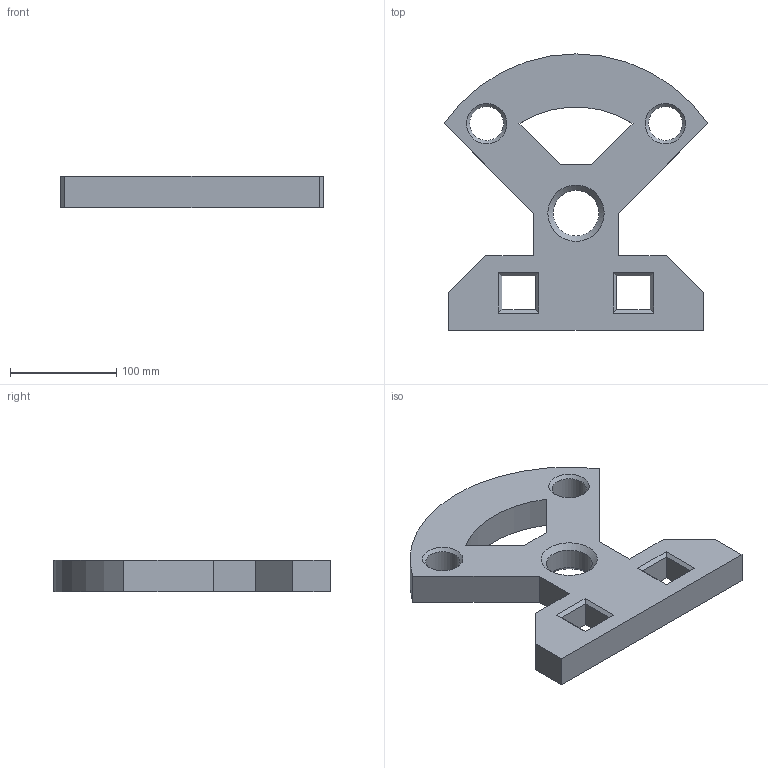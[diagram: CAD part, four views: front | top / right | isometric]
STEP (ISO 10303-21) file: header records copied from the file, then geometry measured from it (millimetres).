
FILE_DESCRIPTION(/* description */ ('STEP AP242','CAx-IF Rec.Pracs.---Representation and Presentation of Product Manufacturing Information (PMI)---4.0---2014-10-13','CAx-IF Rec.Pracs.---3D Tessellated Geometry---0.4---2014-09-14','2;1'),/* implementation_level */ '2;1');
FILE_NAME(/* name */ '66b50f42425fe1171636745a',/* time_stamp */ '2024-08-08T18:32:35Z',/* author */ (''),/* organization */ (''),/* preprocessor_version */ 'ST-DEVELOPER v20',/* originating_system */ ' ',/* authorisation */ ' ');
FILE_SCHEMA (('AP242_MANAGED_MODEL_BASED_3D_ENGINEERING_MIM_LF { 1 0 10303 442 1 1 4 }'));
Length unit declared in the file: metre
Products named in the file (1): CranfieldBase
Bounding box: 248.33 x 260 x 30 mm (x, y, z)
Volume: 1047411.3 mm3; surface area: 126767 mm2
Topology: 1 solids, 1 shells, 51 faces, 125 edges, 76 vertices
Faces by surface type: plane 40, cone 6, cylinder 5
Full cylindrical faces by diameter (mm): 32 x2, 43 x1
Entity records: 1460 total; most frequent: CARTESIAN_POINT 244, DIRECTION 236, ORIENTED_EDGE 232, EDGE_CURVE 116, LINE 100, VECTOR 100, VERTEX_POINT 76, EDGE_LOOP 72
